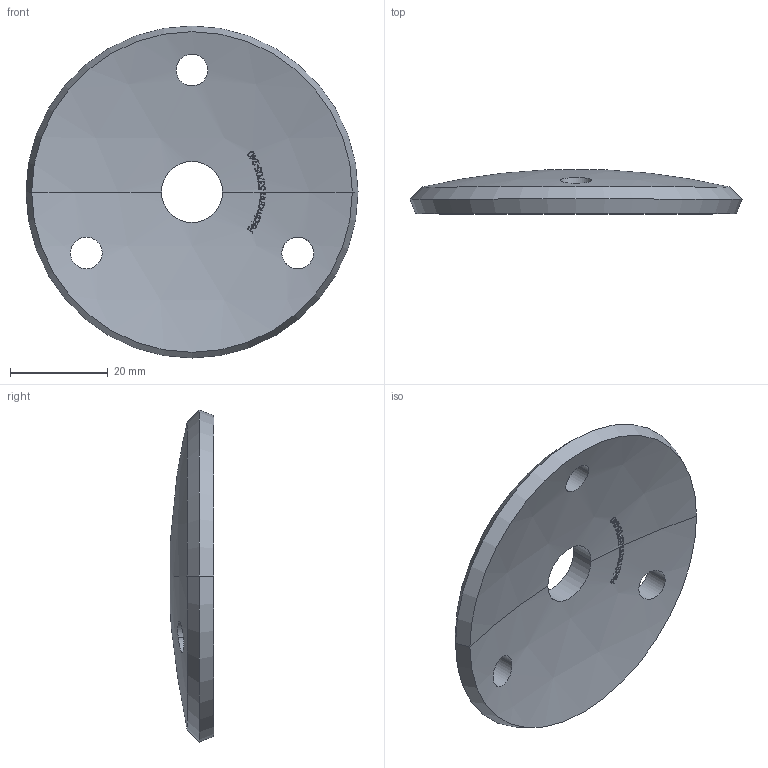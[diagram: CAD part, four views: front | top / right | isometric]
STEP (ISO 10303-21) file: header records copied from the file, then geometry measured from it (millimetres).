
FILE_DESCRIPTION (( 'STEP AP203' ), '1' );
FILE_NAME ('53705-240.STEP', '2020-09-21T14:26:36', ( '' ), ( '' ), 'SwSTEP 2.0', 'SolidWorks 2018', '' );
FILE_SCHEMA (( 'CONFIG_CONTROL_DESIGN' ));
Length unit declared in the file: millimetre
Products named in the file (2): 53705-240
Bounding box: 68 x 9 x 68 mm (x, y, z)
Volume: 16448.4 mm3; surface area: 8110.1 mm2
Topology: 1 solids, 1 shells, 239 faces, 638 edges, 422 vertices
Faces by surface type: bspline 102, plane 98, sphere 27, cylinder 8, cone 4
Entity records: 13237 total; most frequent: CARTESIAN_POINT 7659, ORIENTED_EDGE 1276, DIRECTION 886, EDGE_CURVE 638, VERTEX_POINT 422, AXIS2_PLACEMENT_3D 337, EDGE_LOOP 268, ADVANCED_FACE 239
